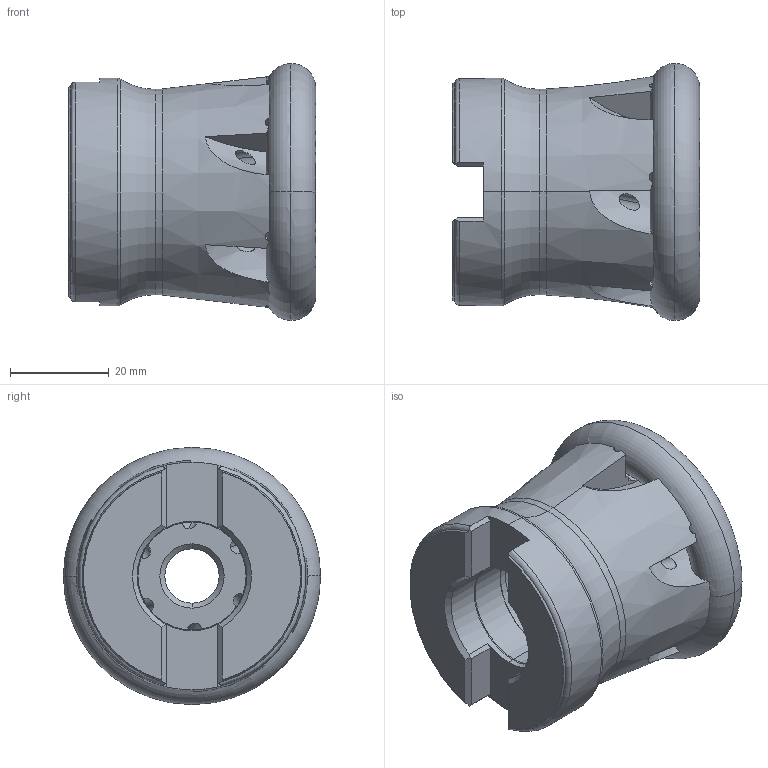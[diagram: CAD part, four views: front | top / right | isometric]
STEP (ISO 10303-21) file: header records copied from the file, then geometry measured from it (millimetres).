
FILE_DESCRIPTION (( 'STEP AP214' ), '1' );
FILE_NAME ('KAF-052-510-6.STEP', '2012-10-31T12:31:38', ( '' ), ( '' ), 'SwSTEP 2.0', 'SolidWorks 2012', '' );
FILE_SCHEMA (( 'AUTOMOTIVE_DESIGN' ));
Length unit declared in the file: millimetre
Products named in the file (1): KAF-052-510-6
Bounding box: 49.99 x 52 x 52 mm (x, y, z)
Volume: 60812.1 mm3; surface area: 15437.7 mm2
Topology: 1 solids, 1 shells, 172 faces, 571 edges, 374 vertices
Faces by surface type: plane 86, cylinder 40, torus 20, cone 20, bspline 6
Entity records: 7549 total; most frequent: CARTESIAN_POINT 2796, ORIENTED_EDGE 1142, DIRECTION 838, EDGE_CURVE 571, VERTEX_POINT 374, AXIS2_PLACEMENT_3D 310, LINE 218, VECTOR 218
